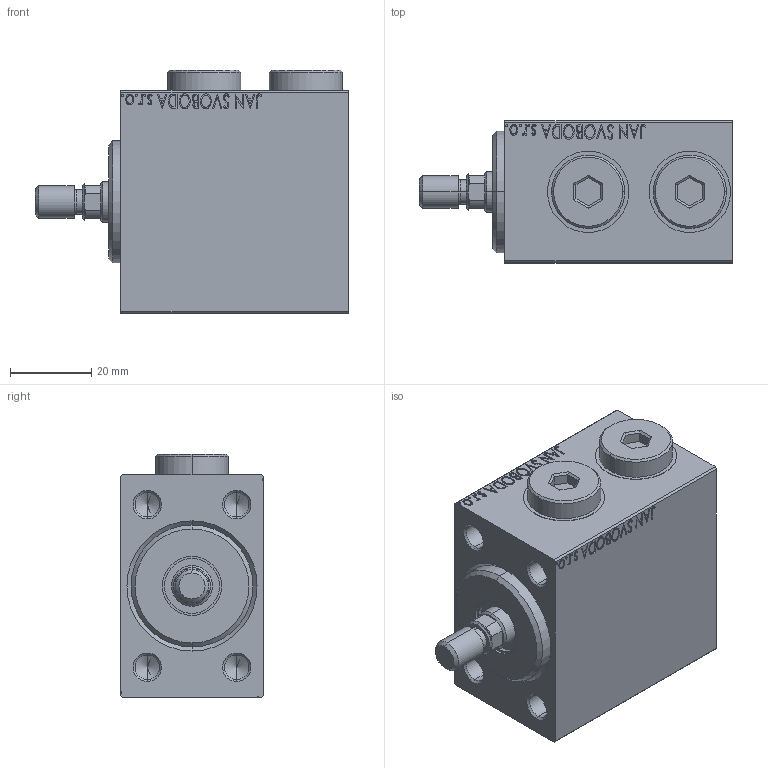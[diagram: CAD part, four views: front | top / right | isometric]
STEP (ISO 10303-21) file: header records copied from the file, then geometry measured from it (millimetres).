
FILE_DESCRIPTION (( 'STEP AP203' ), '1' );
FILE_NAME ('4e71.STEP', '2024-02-12T06:37:07', ( '' ), ( '' ), 'SwSTEP 2.0', 'SolidWorks 2019', '' );
FILE_SCHEMA (( 'CONFIG_CONTROL_DESIGN' ));
Length unit declared in the file: millimetre
Products named in the file (6): V450CM_MALE_METRIC f80b666c61088bcb6d8b9ffb12291527; Zatka_OIL_PORT f80b666c61088bcb6d8b9ffb12291527; V450CM_VC_B f80b666c61088bcb6d8b9ffb12291527; V450CM_B_Body f80b666c61088bcb6d8b9ffb12291527; 4e71; V450CM_B_VCP f80b666c61088bcb6d8b9ffb12291527
Assembly tree (6 placements, depth 2):
  4e71
    V450CM_B_Body f80b666c61088bcb6d8b9ffb12291527
    V450CM_B_VCP f80b666c61088bcb6d8b9ffb12291527
    V450CM_VC_B f80b666c61088bcb6d8b9ffb12291527
    V450CM_MALE_METRIC f80b666c61088bcb6d8b9ffb12291527
    Zatka_OIL_PORT f80b666c61088bcb6d8b9ffb12291527  x2
Bounding box: 77 x 35 x 59.9 mm (x, y, z)
Volume: 101781.3 mm3; surface area: 28309.2 mm2
Topology: 6 solids, 6 shells, 949 faces, 2400 edges, 1565 vertices
Faces by surface type: plane 439, bspline 380, cylinder 74, cone 54, torus 2
Entity records: 46010 total; most frequent: CARTESIAN_POINT 25482, ORIENTED_EDGE 4684, DIRECTION 2864, EDGE_CURVE 2342, VERTEX_POINT 1541, VECTOR 1386, LINE 1386, EDGE_LOOP 1059
